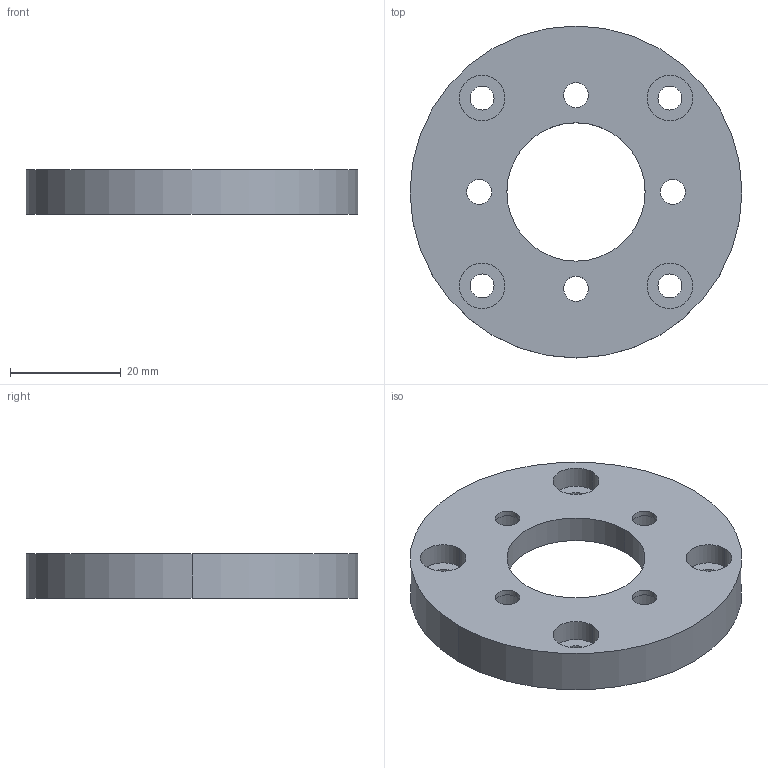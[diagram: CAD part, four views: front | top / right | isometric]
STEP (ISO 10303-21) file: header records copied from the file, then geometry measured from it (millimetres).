
FILE_DESCRIPTION((''),'2;1');
FILE_NAME('FLASQUE_MOTEUR','2021-10-06T07:49:23',('laure'),(''),'CREO PARAMETRIC BY PTC INC, 2020281','CREO PARAMETRIC BY PTC INC, 2020281','');
FILE_SCHEMA(('CONFIG_CONTROL_DESIGN'));
Length unit declared in the file: millimetre
Products named in the file (1): FLASQUE_MOTEUR
Bounding box: 60 x 60 x 8 mm (x, y, z)
Volume: 11714.2 mm3; surface area: 7769.8 mm2
Topology: 1 solids, 1 shells, 49 faces, 114 edges, 76 vertices
Faces by surface type: cylinder 38, plane 11
Entity records: 1518 total; most frequent: DIRECTION 288, CARTESIAN_POINT 239, ORIENTED_EDGE 228, AXIS2_PLACEMENT_3D 125, EDGE_CURVE 114, VERTEX_POINT 76, EDGE_LOOP 76, CIRCLE 76
